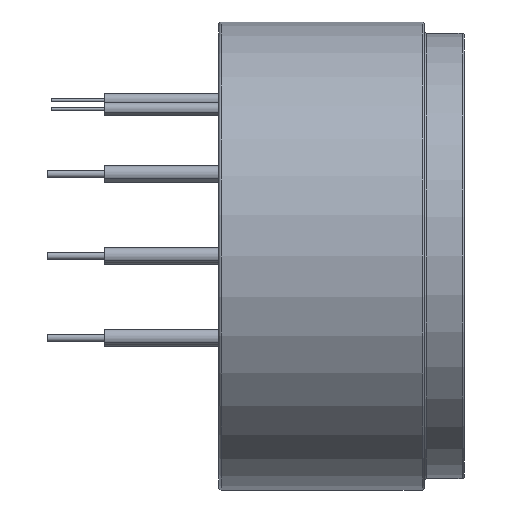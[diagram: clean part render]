
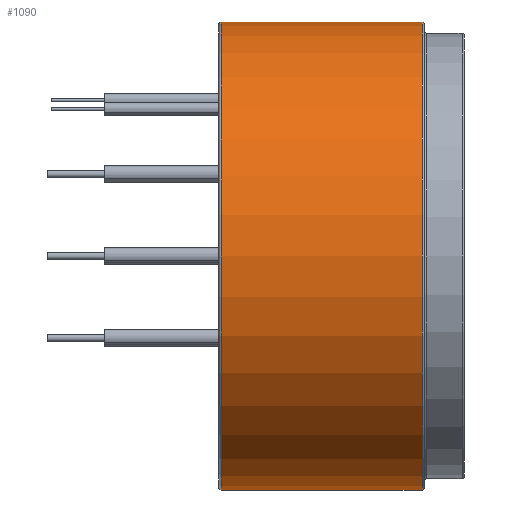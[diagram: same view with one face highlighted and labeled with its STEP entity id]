
A CAD part, left-side view. The second image highlights one B-rep face of the part: STEP entity #1090.
In plain terms, the highlighted cylindrical face has radius 20.5 mm (diameter 41 mm), a partial arc.
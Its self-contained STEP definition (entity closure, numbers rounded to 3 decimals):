
#2 = CIRCLE ( 'NONE', #255, 20.5 ) ;
#19 = DIRECTION ( 'NONE',  ( 0., -1., 0. ) ) ;
#197 = VECTOR ( 'NONE', #3259, 1000. ) ;
#202 = DIRECTION ( 'NONE',  ( 0., 0., 1. ) ) ;
#219 = EDGE_LOOP ( 'NONE', ( #373, #1406, #2885, #2527 ) ) ;
#255 = AXIS2_PLACEMENT_3D ( 'NONE', #3021, #2785, #202 ) ;
#301 = CARTESIAN_POINT ( 'NONE',  ( 0., 0., -20.5 ) ) ;
#373 = ORIENTED_EDGE ( 'NONE', *, *, #1362, .F. ) ;
#797 = CARTESIAN_POINT ( 'NONE',  ( 0., 21.3, 20.5 ) ) ;
#885 = VECTOR ( 'NONE', #1841, 1000. ) ;
#939 = VERTEX_POINT ( 'NONE', #2169 ) ;
#1029 = CARTESIAN_POINT ( 'NONE',  ( 0., 0., 0. ) ) ;
#1064 = VERTEX_POINT ( 'NONE', #2035 ) ;
#1090 = ADVANCED_FACE ( 'NONE', ( #1118 ), #2399, .T. ) ;
#1093 = VERTEX_POINT ( 'NONE', #797 ) ;
#1118 = FACE_OUTER_BOUND ( 'NONE', #219, .T. ) ;
#1119 = CARTESIAN_POINT ( 'NONE',  ( 0., 3.7, 20.5 ) ) ;
#1169 = EDGE_CURVE ( 'NONE', #1093, #939, #2, .T. ) ;
#1204 = AXIS2_PLACEMENT_3D ( 'NONE', #2328, #1286, #1790 ) ;
#1268 = AXIS2_PLACEMENT_3D ( 'NONE', #1029, #19, #1273 ) ;
#1273 = DIRECTION ( 'NONE',  ( 0., 0., -1. ) ) ;
#1286 = DIRECTION ( 'NONE',  ( 0., 1., 0. ) ) ;
#1362 = EDGE_CURVE ( 'NONE', #1093, #3058, #3261, .T. ) ;
#1406 = ORIENTED_EDGE ( 'NONE', *, *, #1169, .T. ) ;
#1790 = DIRECTION ( 'NONE',  ( 0., 0., -1. ) ) ;
#1841 = DIRECTION ( 'NONE',  ( 0., -1., 0. ) ) ;
#1867 = LINE ( 'NONE', #301, #885 ) ;
#2035 = CARTESIAN_POINT ( 'NONE',  ( 0., 3.7, -20.5 ) ) ;
#2169 = CARTESIAN_POINT ( 'NONE',  ( 0., 21.3, -20.5 ) ) ;
#2286 = CARTESIAN_POINT ( 'NONE',  ( 0., 0., 20.5 ) ) ;
#2328 = CARTESIAN_POINT ( 'NONE',  ( 0., 3.7, 0. ) ) ;
#2399 = CYLINDRICAL_SURFACE ( 'NONE', #1268, 20.5 ) ;
#2512 = CIRCLE ( 'NONE', #1204, 20.5 ) ;
#2514 = EDGE_CURVE ( 'NONE', #939, #1064, #1867, .T. ) ;
#2527 = ORIENTED_EDGE ( 'NONE', *, *, #2867, .T. ) ;
#2785 = DIRECTION ( 'NONE',  ( 0., -1., 0. ) ) ;
#2867 = EDGE_CURVE ( 'NONE', #1064, #3058, #2512, .T. ) ;
#2885 = ORIENTED_EDGE ( 'NONE', *, *, #2514, .T. ) ;
#3021 = CARTESIAN_POINT ( 'NONE',  ( 0., 21.3, 0. ) ) ;
#3058 = VERTEX_POINT ( 'NONE', #1119 ) ;
#3259 = DIRECTION ( 'NONE',  ( 0., -1., 0. ) ) ;
#3261 = LINE ( 'NONE', #2286, #197 ) ;
